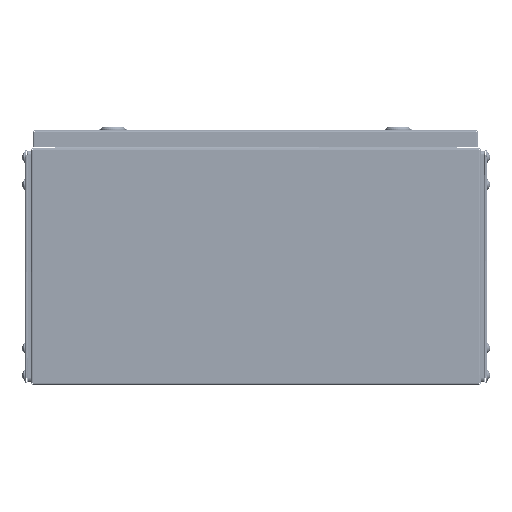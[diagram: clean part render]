
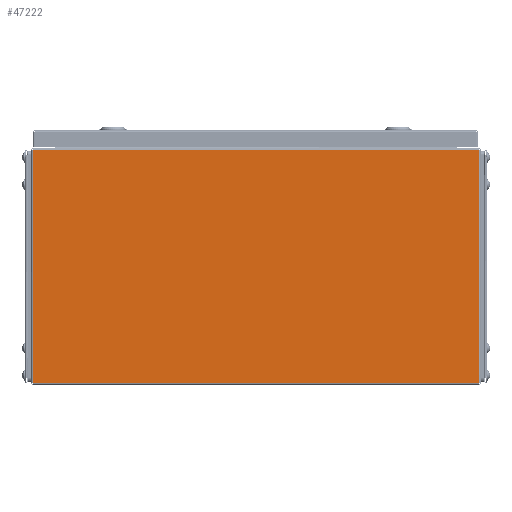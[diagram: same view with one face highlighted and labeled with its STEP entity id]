
A CAD part, left-side view. The second image highlights one B-rep face of the part: STEP entity #47222.
In plain terms, the highlighted planar face has unit normal (-1, 0, 0).
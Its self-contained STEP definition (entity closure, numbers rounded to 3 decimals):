
#1020 = DIRECTION ( 'NONE',  ( 0., 1., 0. ) ) ;
#2352 = CARTESIAN_POINT ( 'NONE',  ( -250., -245.5, 257.5 ) ) ;
#3144 = VERTEX_POINT ( 'NONE', #38250 ) ;
#3201 = EDGE_CURVE ( 'NONE', #31330, #56077, #30930, .T. ) ;
#3534 = ORIENTED_EDGE ( 'NONE', *, *, #47529, .T. ) ;
#3860 = CARTESIAN_POINT ( 'NONE',  ( -250., 245.5, 1. ) ) ;
#4340 = CARTESIAN_POINT ( 'NONE',  ( -250., -245.5, 0. ) ) ;
#4601 = ORIENTED_EDGE ( 'NONE', *, *, #44189, .T. ) ;
#5134 = ORIENTED_EDGE ( 'NONE', *, *, #88358, .T. ) ;
#10870 = LINE ( 'NONE', #39156, #69313 ) ;
#14585 = DIRECTION ( 'NONE',  ( 0., 0., -1. ) ) ;
#15676 = AXIS2_PLACEMENT_3D ( 'NONE', #70155, #76997, #14585 ) ;
#22687 = VECTOR ( 'NONE', #59459, 1000. ) ;
#22695 = VECTOR ( 'NONE', #66446, 1000. ) ;
#24074 = DIRECTION ( 'NONE',  ( 0., 0., -1. ) ) ;
#28241 = FACE_OUTER_BOUND ( 'NONE', #84185, .T. ) ;
#30930 = LINE ( 'NONE', #66008, #22695 ) ;
#31330 = VERTEX_POINT ( 'NONE', #85281 ) ;
#31644 = LINE ( 'NONE', #4340, #22687 ) ;
#38250 = CARTESIAN_POINT ( 'NONE',  ( -250., 245.5, 257.5 ) ) ;
#39156 = CARTESIAN_POINT ( 'NONE',  ( -250., 245.5, 0. ) ) ;
#44189 = EDGE_CURVE ( 'NONE', #31330, #51240, #31644, .T. ) ;
#47222 = ADVANCED_FACE ( 'NONE', ( #28241 ), #62917, .F. ) ;
#47529 = EDGE_CURVE ( 'NONE', #51240, #3144, #56165, .T. ) ;
#51240 = VERTEX_POINT ( 'NONE', #64250 ) ;
#56077 = VERTEX_POINT ( 'NONE', #3860 ) ;
#56165 = LINE ( 'NONE', #2352, #68121 ) ;
#59459 = DIRECTION ( 'NONE',  ( 0., 0., 1. ) ) ;
#62917 = PLANE ( 'NONE',  #15676 ) ;
#64250 = CARTESIAN_POINT ( 'NONE',  ( -250., -245.5, 257.5 ) ) ;
#66008 = CARTESIAN_POINT ( 'NONE',  ( -250., 245.5, 1. ) ) ;
#66446 = DIRECTION ( 'NONE',  ( 0., 1., 0. ) ) ;
#68121 = VECTOR ( 'NONE', #1020, 1000. ) ;
#69313 = VECTOR ( 'NONE', #24074, 1000. ) ;
#70155 = CARTESIAN_POINT ( 'NONE',  ( -250., 0., 0. ) ) ;
#76997 = DIRECTION ( 'NONE',  ( 1., 0., 0. ) ) ;
#80253 = ORIENTED_EDGE ( 'NONE', *, *, #3201, .F. ) ;
#84185 = EDGE_LOOP ( 'NONE', ( #3534, #5134, #80253, #4601 ) ) ;
#85281 = CARTESIAN_POINT ( 'NONE',  ( -250., -245.5, 1. ) ) ;
#88358 = EDGE_CURVE ( 'NONE', #3144, #56077, #10870, .T. ) ;
